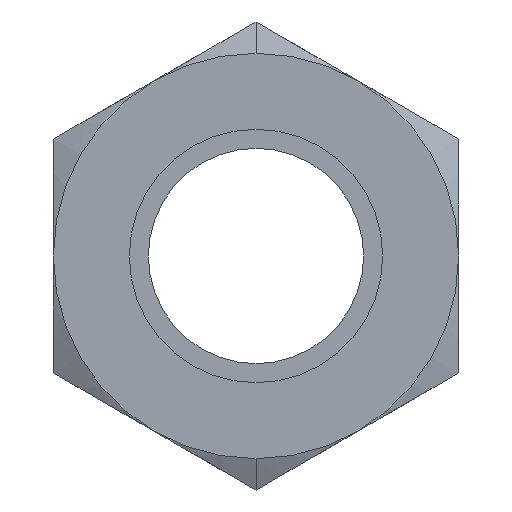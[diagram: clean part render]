
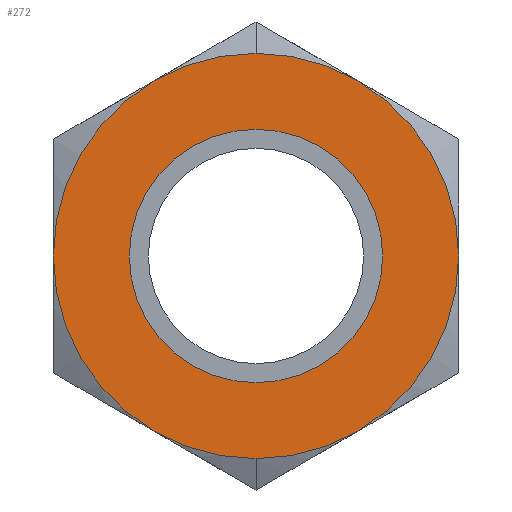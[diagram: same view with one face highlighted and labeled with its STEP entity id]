
A CAD part, front view. The second image highlights one B-rep face of the part: STEP entity #272.
In plain terms, the highlighted planar face has unit normal (0, -1, 0).
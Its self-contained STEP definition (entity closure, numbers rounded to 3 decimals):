
#1 = CARTESIAN_POINT ( 'NONE',  ( -21.85, 3., 23.464 ) ) ;
#15 = DIRECTION ( 'NONE',  ( 0., 0., 1. ) ) ;
#17 = VERTEX_POINT ( 'NONE', #807 ) ;
#22 = ORIENTED_EDGE ( 'NONE', *, *, #742, .T. ) ;
#23 = AXIS2_PLACEMENT_3D ( 'NONE', #840, #27, #332 ) ;
#27 = DIRECTION ( 'NONE',  ( 0., -1., 0. ) ) ;
#42 = CARTESIAN_POINT ( 'NONE',  ( -19.85, 3., 20. ) ) ;
#44 = VERTEX_POINT ( 'NONE', #314 ) ;
#55 = CIRCLE ( 'NONE', #909, 4. ) ;
#60 = CARTESIAN_POINT ( 'NONE',  ( -22.35, 3., 20. ) ) ;
#63 = DIRECTION ( 'NONE',  ( 0., -1., 0. ) ) ;
#65 = DIRECTION ( 'NONE',  ( 0., 0., 1. ) ) ;
#68 = AXIS2_PLACEMENT_3D ( 'NONE', #868, #434, #65 ) ;
#76 = DIRECTION ( 'NONE',  ( 0., 0., 1. ) ) ;
#80 = CARTESIAN_POINT ( 'NONE',  ( -19.85, 3., 22.5 ) ) ;
#95 = EDGE_CURVE ( 'NONE', #147, #17, #55, .T. ) ;
#111 = AXIS2_PLACEMENT_3D ( 'NONE', #362, #369, #145 ) ;
#129 = DIRECTION ( 'NONE',  ( 0., 0., -1. ) ) ;
#145 = DIRECTION ( 'NONE',  ( 0., 0., 1. ) ) ;
#147 = VERTEX_POINT ( 'NONE', #421 ) ;
#151 = CIRCLE ( 'NONE', #23, 4. ) ;
#160 = EDGE_CURVE ( 'NONE', #896, #557, #151, .T. ) ;
#167 = AXIS2_PLACEMENT_3D ( 'NONE', #350, #501, #848 ) ;
#176 = CARTESIAN_POINT ( 'NONE',  ( -19.85, 3., 17.5 ) ) ;
#183 = EDGE_CURVE ( 'NONE', #184, #805, #645, .T. ) ;
#184 = VERTEX_POINT ( 'NONE', #604 ) ;
#189 = AXIS2_PLACEMENT_3D ( 'NONE', #60, #929, #575 ) ;
#191 = VERTEX_POINT ( 'NONE', #176 ) ;
#221 = CIRCLE ( 'NONE', #733, 4. ) ;
#244 = ORIENTED_EDGE ( 'NONE', *, *, #669, .T. ) ;
#246 = ORIENTED_EDGE ( 'NONE', *, *, #753, .F. ) ;
#265 = DIRECTION ( 'NONE',  ( 0., -1., 0. ) ) ;
#272 = ADVANCED_FACE ( 'NONE', ( #428, #713 ), #708, .F. ) ;
#282 = CARTESIAN_POINT ( 'NONE',  ( -15.85, 3., 20. ) ) ;
#308 = ORIENTED_EDGE ( 'NONE', *, *, #761, .F. ) ;
#312 = DIRECTION ( 'NONE',  ( 0., -1., 0. ) ) ;
#314 = CARTESIAN_POINT ( 'NONE',  ( -21.85, 3., 16.536 ) ) ;
#332 = DIRECTION ( 'NONE',  ( 0., 0., 1. ) ) ;
#350 = CARTESIAN_POINT ( 'NONE',  ( -19.85, 3., 20. ) ) ;
#362 = CARTESIAN_POINT ( 'NONE',  ( -19.85, 3., 20. ) ) ;
#369 = DIRECTION ( 'NONE',  ( 0., -1., 0. ) ) ;
#396 = CARTESIAN_POINT ( 'NONE',  ( -19.85, 3., 20. ) ) ;
#413 = EDGE_CURVE ( 'NONE', #44, #184, #931, .T. ) ;
#421 = CARTESIAN_POINT ( 'NONE',  ( -17.85, 3., 23.464 ) ) ;
#428 = FACE_BOUND ( 'NONE', #446, .T. ) ;
#434 = DIRECTION ( 'NONE',  ( 0., -1., 0. ) ) ;
#440 = EDGE_CURVE ( 'NONE', #788, #147, #765, .T. ) ;
#442 = CARTESIAN_POINT ( 'NONE',  ( -19.85, 3., 20. ) ) ;
#446 = EDGE_LOOP ( 'NONE', ( #308, #246 ) ) ;
#488 = CIRCLE ( 'NONE', #68, 4. ) ;
#493 = EDGE_LOOP ( 'NONE', ( #776, #22, #602, #680, #244, #670, #586, #520 ) ) ;
#501 = DIRECTION ( 'NONE',  ( 0., -1., 0. ) ) ;
#520 = ORIENTED_EDGE ( 'NONE', *, *, #789, .T. ) ;
#530 = CIRCLE ( 'NONE', #167, 2.5 ) ;
#531 = CARTESIAN_POINT ( 'NONE',  ( -17.85, 3., 16.536 ) ) ;
#543 = CARTESIAN_POINT ( 'NONE',  ( -19.85, 3., 20. ) ) ;
#557 = VERTEX_POINT ( 'NONE', #630 ) ;
#571 = DIRECTION ( 'NONE',  ( 0., 0., 1. ) ) ;
#575 = DIRECTION ( 'NONE',  ( 1., 0., 0. ) ) ;
#577 = AXIS2_PLACEMENT_3D ( 'NONE', #926, #784, #129 ) ;
#586 = ORIENTED_EDGE ( 'NONE', *, *, #95, .T. ) ;
#589 = CIRCLE ( 'NONE', #734, 4. ) ;
#602 = ORIENTED_EDGE ( 'NONE', *, *, #413, .T. ) ;
#604 = CARTESIAN_POINT ( 'NONE',  ( -19.85, 3., 16. ) ) ;
#630 = CARTESIAN_POINT ( 'NONE',  ( -23.85, 3., 20. ) ) ;
#645 = CIRCLE ( 'NONE', #796, 4. ) ;
#669 = EDGE_CURVE ( 'NONE', #805, #788, #221, .T. ) ;
#670 = ORIENTED_EDGE ( 'NONE', *, *, #440, .T. ) ;
#675 = DIRECTION ( 'NONE',  ( 0., -1., 0. ) ) ;
#680 = ORIENTED_EDGE ( 'NONE', *, *, #183, .T. ) ;
#708 = PLANE ( 'NONE',  #189 ) ;
#713 = FACE_OUTER_BOUND ( 'NONE', #493, .T. ) ;
#725 = DIRECTION ( 'NONE',  ( 0., -1., 0. ) ) ;
#729 = VERTEX_POINT ( 'NONE', #80 ) ;
#733 = AXIS2_PLACEMENT_3D ( 'NONE', #543, #675, #15 ) ;
#734 = AXIS2_PLACEMENT_3D ( 'NONE', #787, #63, #571 ) ;
#742 = EDGE_CURVE ( 'NONE', #557, #44, #589, .T. ) ;
#753 = EDGE_CURVE ( 'NONE', #729, #191, #530, .T. ) ;
#761 = EDGE_CURVE ( 'NONE', #191, #729, #860, .T. ) ;
#765 = CIRCLE ( 'NONE', #778, 4. ) ;
#776 = ORIENTED_EDGE ( 'NONE', *, *, #160, .T. ) ;
#778 = AXIS2_PLACEMENT_3D ( 'NONE', #442, #725, #76 ) ;
#784 = DIRECTION ( 'NONE',  ( 0., -1., 0. ) ) ;
#787 = CARTESIAN_POINT ( 'NONE',  ( -19.85, 3., 20. ) ) ;
#788 = VERTEX_POINT ( 'NONE', #282 ) ;
#789 = EDGE_CURVE ( 'NONE', #17, #896, #488, .T. ) ;
#796 = AXIS2_PLACEMENT_3D ( 'NONE', #396, #312, #898 ) ;
#805 = VERTEX_POINT ( 'NONE', #531 ) ;
#807 = CARTESIAN_POINT ( 'NONE',  ( -19.85, 3., 24. ) ) ;
#840 = CARTESIAN_POINT ( 'NONE',  ( -19.85, 3., 20. ) ) ;
#848 = DIRECTION ( 'NONE',  ( 0., 0., -1. ) ) ;
#860 = CIRCLE ( 'NONE', #577, 2.5 ) ;
#868 = CARTESIAN_POINT ( 'NONE',  ( -19.85, 3., 20. ) ) ;
#896 = VERTEX_POINT ( 'NONE', #1 ) ;
#898 = DIRECTION ( 'NONE',  ( 0., 0., 1. ) ) ;
#909 = AXIS2_PLACEMENT_3D ( 'NONE', #42, #265, #925 ) ;
#925 = DIRECTION ( 'NONE',  ( 0., 0., 1. ) ) ;
#926 = CARTESIAN_POINT ( 'NONE',  ( -19.85, 3., 20. ) ) ;
#929 = DIRECTION ( 'NONE',  ( 0., 1., 0. ) ) ;
#931 = CIRCLE ( 'NONE', #111, 4. ) ;
